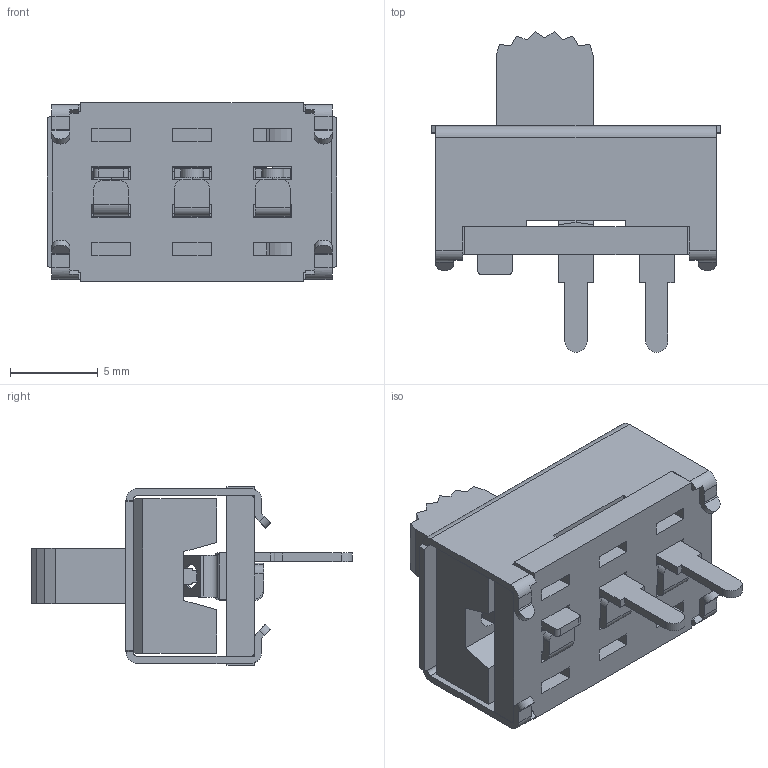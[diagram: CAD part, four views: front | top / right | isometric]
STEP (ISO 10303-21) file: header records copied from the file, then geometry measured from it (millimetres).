
FILE_DESCRIPTION((''),'2;1');
FILE_NAME('GF-123-0054_3D Model.stp','2017-02-17T08:56:17',('dwiltbank'),(''),'Autodesk Inventor 2011','Autodesk Inventor 2011','');
FILE_SCHEMA(('AUTOMOTIVE_DESIGN { 1 0 10303 214 1 1 1 1 }'));
Length unit declared in the file: inch
Products named in the file (1): GF-123-0054_Shrinkwrap_1
Bounding box: 16.46 x 18.23 x 10.16 mm (x, y, z)
Surface area: 1696.7 mm2 (no closed solid volume)
Topology: 0 solids, 10 shells, 257 faces, 851 edges, 592 vertices
Faces by surface type: plane 188, cylinder 69
Full cylindrical faces by diameter (mm): 1.397 x2, 1.6 x1
Entity records: 9456 total; most frequent: CARTESIAN_POINT 1698, DIRECTION 1529, ORIENTED_EDGE 1462, EDGE_CURVE 848, VECTOR 683, LINE 683, VERTEX_POINT 592, AXIS2_PLACEMENT_3D 423
